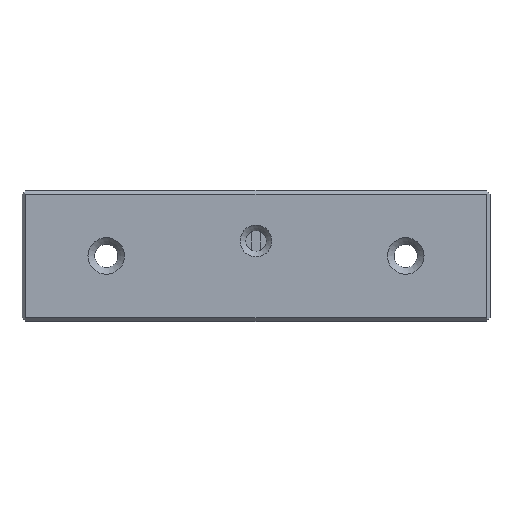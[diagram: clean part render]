
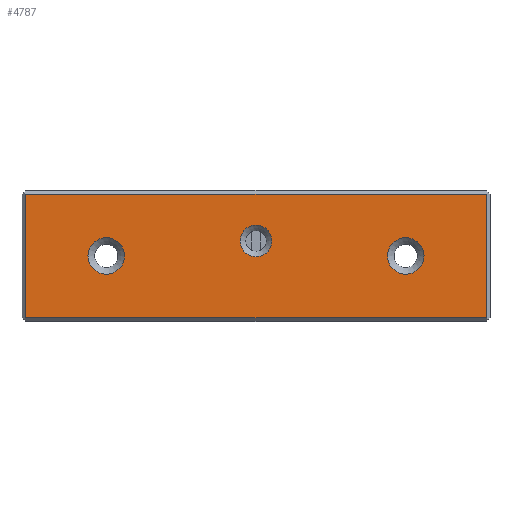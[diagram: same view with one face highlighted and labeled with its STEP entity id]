
A CAD part, top view. The second image highlights one B-rep face of the part: STEP entity #4787.
In plain terms, the highlighted planar face has unit normal (0, 0, 1).
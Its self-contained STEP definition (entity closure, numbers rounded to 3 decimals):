
#4671=FACE_BOUND('',#6670,.T.);
#4672=FACE_BOUND('',#6671,.T.);
#4673=FACE_BOUND('',#6672,.T.);
#4674=FACE_BOUND('',#6673,.T.);
#4787=ADVANCED_FACE('',(#4671,#4672,#4673,#4674),#5462,.T.);
#5462=PLANE('',#16845);
#6670=EDGE_LOOP('',(#8121));
#6671=EDGE_LOOP('',(#8122));
#6672=EDGE_LOOP('',(#8123));
#6673=EDGE_LOOP('',(#8124,#8125,#8126,#8127));
#7355=CIRCLE('',#16842,0.85);
#7356=CIRCLE('',#16843,0.975);
#7357=CIRCLE('',#16844,0.975);
#8121=ORIENTED_EDGE('',*,*,#12811,.T.);
#8122=ORIENTED_EDGE('',*,*,#12812,.T.);
#8123=ORIENTED_EDGE('',*,*,#12813,.T.);
#8124=ORIENTED_EDGE('',*,*,#12814,.T.);
#8125=ORIENTED_EDGE('',*,*,#12815,.T.);
#8126=ORIENTED_EDGE('',*,*,#12816,.T.);
#8127=ORIENTED_EDGE('',*,*,#12817,.T.);
#11563=VERTEX_POINT('',#21566);
#11564=VERTEX_POINT('',#21568);
#11565=VERTEX_POINT('',#21570);
#11566=VERTEX_POINT('',#21572);
#11567=VERTEX_POINT('',#21573);
#11568=VERTEX_POINT('',#21575);
#11569=VERTEX_POINT('',#21577);
#12811=EDGE_CURVE('',#11563,#11563,#7355,.T.);
#12812=EDGE_CURVE('',#11564,#11564,#7356,.T.);
#12813=EDGE_CURVE('',#11565,#11565,#7357,.T.);
#12814=EDGE_CURVE('',#11566,#11567,#14431,.T.);
#12815=EDGE_CURVE('',#11567,#11568,#14432,.T.);
#12816=EDGE_CURVE('',#11568,#11569,#14433,.T.);
#12817=EDGE_CURVE('',#11569,#11566,#14434,.T.);
#14431=LINE('',#21571,#15819);
#14432=LINE('',#21574,#15820);
#14433=LINE('',#21576,#15821);
#14434=LINE('',#21578,#15822);
#15819=VECTOR('',#17932,1.);
#15820=VECTOR('',#17933,1.);
#15821=VECTOR('',#17934,1.);
#15822=VECTOR('',#17935,1.);
#16842=AXIS2_PLACEMENT_3D('',#21565,#17926,#17927);
#16843=AXIS2_PLACEMENT_3D('',#21567,#17928,#17929);
#16844=AXIS2_PLACEMENT_3D('',#21569,#17930,#17931);
#16845=AXIS2_PLACEMENT_3D('',#21579,#17936,#17937);
#17926=DIRECTION('',(0.,0.,-1.));
#17927=DIRECTION('',(-1.,0.,0.));
#17928=DIRECTION('',(0.,0.,-1.));
#17929=DIRECTION('',(-1.,0.,0.));
#17930=DIRECTION('',(0.,0.,-1.));
#17931=DIRECTION('',(-1.,0.,0.));
#17932=DIRECTION('',(-1.,0.,0.));
#17933=DIRECTION('',(0.,-1.,0.));
#17934=DIRECTION('',(1.,0.,0.));
#17935=DIRECTION('',(0.,1.,0.));
#17936=DIRECTION('',(0.,0.,1.));
#17937=DIRECTION('',(-1.,0.,0.));
#21565=CARTESIAN_POINT('',(0.06,-19.142,-6.373));
#21566=CARTESIAN_POINT('',(-0.79,-19.142,-6.373));
#21567=CARTESIAN_POINT('',(8.06,-19.942,-6.373));
#21568=CARTESIAN_POINT('',(7.085,-19.942,-6.373));
#21569=CARTESIAN_POINT('',(-7.94,-19.942,-6.373));
#21570=CARTESIAN_POINT('',(-8.915,-19.942,-6.373));
#21571=CARTESIAN_POINT('',(0.06,-16.642,-6.373));
#21572=CARTESIAN_POINT('',(12.36,-16.642,-6.373));
#21573=CARTESIAN_POINT('',(-12.24,-16.642,-6.373));
#21574=CARTESIAN_POINT('',(-12.24,-19.942,-6.373));
#21575=CARTESIAN_POINT('',(-12.24,-23.242,-6.373));
#21576=CARTESIAN_POINT('',(0.06,-23.242,-6.373));
#21577=CARTESIAN_POINT('',(12.36,-23.242,-6.373));
#21578=CARTESIAN_POINT('',(12.36,-19.942,-6.373));
#21579=CARTESIAN_POINT('',(0.06,-19.942,-6.373));
